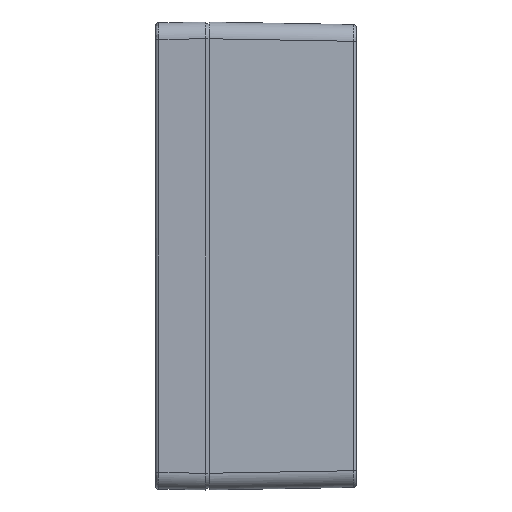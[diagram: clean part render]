
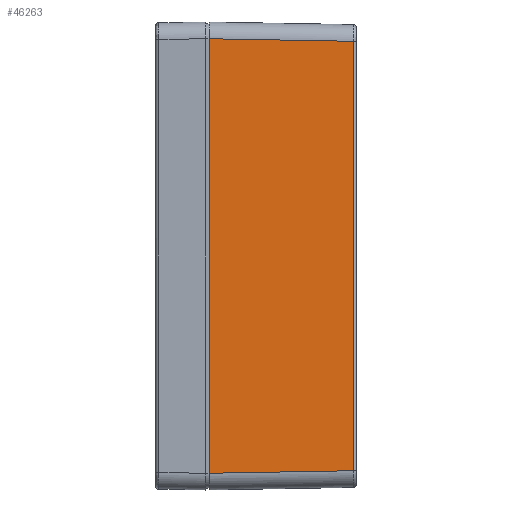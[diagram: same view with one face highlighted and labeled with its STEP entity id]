
A CAD part, left-side view. The second image highlights one B-rep face of the part: STEP entity #46263.
In plain terms, the highlighted planar face has unit normal (-1, -0.018, 0).
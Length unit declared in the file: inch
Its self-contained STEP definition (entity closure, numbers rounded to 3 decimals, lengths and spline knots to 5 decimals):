
#965 = EDGE_CURVE ( 'NONE', #29942, #17947, #46364, .T. ) ;
#1916 = CARTESIAN_POINT ( 'NONE',  ( -2.75513, -0.04464, -2.55831 ) ) ;
#11789 = DIRECTION ( 'NONE',  ( 0., 0., -1. ) ) ;
#12988 = EDGE_CURVE ( 'NONE', #26903, #27089, #17054, .T. ) ;
#14086 = DIRECTION ( 'NONE',  ( -0.017, 1., 0.017 ) ) ;
#16221 = ORIENTED_EDGE ( 'NONE', *, *, #12988, .T. ) ;
#17054 = LINE ( 'NONE', #52401, #41734 ) ;
#17947 = VERTEX_POINT ( 'NONE', #44864 ) ;
#25852 = DIRECTION ( 'NONE',  ( -0.017, 1., -0.017 ) ) ;
#26269 = PLANE ( 'NONE',  #58953 ) ;
#26903 = VERTEX_POINT ( 'NONE', #63590 ) ;
#27089 = VERTEX_POINT ( 'NONE', #60437 ) ;
#29942 = VERTEX_POINT ( 'NONE', #50069 ) ;
#31484 = ORIENTED_EDGE ( 'NONE', *, *, #965, .F. ) ;
#38008 = LINE ( 'NONE', #67917, #66936 ) ;
#38440 = FACE_OUTER_BOUND ( 'NONE', #46920, .T. ) ;
#40062 = CARTESIAN_POINT ( 'NONE',  ( -2.72559, -1.73691, -1.37795 ) ) ;
#41734 = VECTOR ( 'NONE', #70888, 39.37008 ) ;
#44864 = CARTESIAN_POINT ( 'NONE',  ( -2.72559, -1.73691, -2.52877 ) ) ;
#46263 = ADVANCED_FACE ( 'NONE', ( #38440 ), #26269, .T. ) ;
#46364 = LINE ( 'NONE', #40062, #74695 ) ;
#46920 = EDGE_LOOP ( 'NONE', ( #16221, #54103, #31484, #65934 ) ) ;
#50069 = CARTESIAN_POINT ( 'NONE',  ( -2.72559, -1.73691, 2.52877 ) ) ;
#50250 = DIRECTION ( 'NONE',  ( -1., -0.017, 0. ) ) ;
#51391 = EDGE_CURVE ( 'NONE', #17947, #27089, #55746, .T. ) ;
#52401 = CARTESIAN_POINT ( 'NONE',  ( -2.75522, -0.03937, -2.75591 ) ) ;
#54103 = ORIENTED_EDGE ( 'NONE', *, *, #51391, .F. ) ;
#55746 = LINE ( 'NONE', #1916, #68231 ) ;
#56897 = CARTESIAN_POINT ( 'NONE',  ( -2.75591, 0., -2.75591 ) ) ;
#58953 = AXIS2_PLACEMENT_3D ( 'NONE', #56897, #50250, #69890 ) ;
#60437 = CARTESIAN_POINT ( 'NONE',  ( -2.75522, -0.03937, -2.5584 ) ) ;
#63590 = CARTESIAN_POINT ( 'NONE',  ( -2.75522, -0.03937, 2.5584 ) ) ;
#65934 = ORIENTED_EDGE ( 'NONE', *, *, #75846, .T. ) ;
#66936 = VECTOR ( 'NONE', #14086, 39.37008 ) ;
#67917 = CARTESIAN_POINT ( 'NONE',  ( -2.72559, -1.73691, 2.52877 ) ) ;
#68231 = VECTOR ( 'NONE', #25852, 39.37008 ) ;
#69890 = DIRECTION ( 'NONE',  ( 0.017, -1., 0. ) ) ;
#70888 = DIRECTION ( 'NONE',  ( 0., 0., -1. ) ) ;
#74695 = VECTOR ( 'NONE', #11789, 39.37008 ) ;
#75846 = EDGE_CURVE ( 'NONE', #29942, #26903, #38008, .T. ) ;
